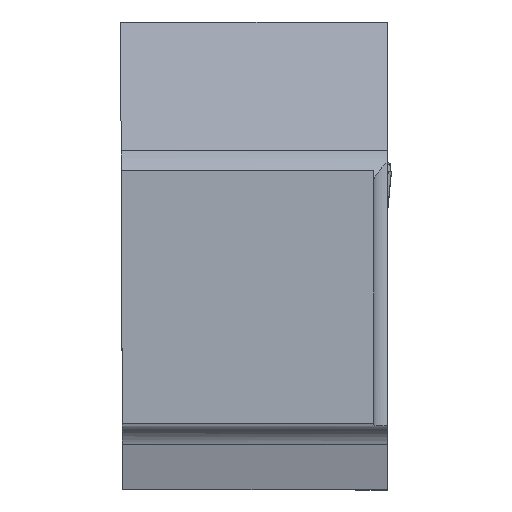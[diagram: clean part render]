
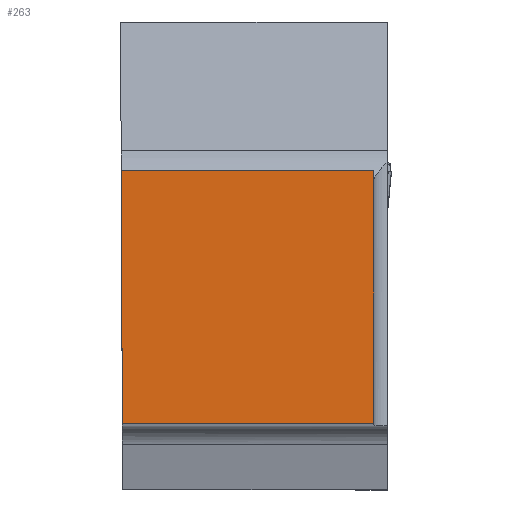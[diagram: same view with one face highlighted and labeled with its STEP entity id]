
A CAD part, top view. The second image highlights one B-rep face of the part: STEP entity #263.
In plain terms, the highlighted planar face has unit normal (0, 0, 1).
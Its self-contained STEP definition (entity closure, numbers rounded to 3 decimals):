
#263=ADVANCED_FACE('CU_BACK_SU1',(#425),#366,.F.);
#366=PLANE('',#2097);
#425=FACE_OUTER_BOUND('',#533,.T.);
#533=EDGE_LOOP('',(#802,#803,#804,#805));
#802=ORIENTED_EDGE('',*,*,#1503,.T.);
#803=ORIENTED_EDGE('',*,*,#1504,.F.);
#804=ORIENTED_EDGE('',*,*,#1474,.T.);
#805=ORIENTED_EDGE('',*,*,#1464,.T.);
#1278=VERTEX_POINT('',#2750);
#1279=VERTEX_POINT('',#2752);
#1287=VERTEX_POINT('',#2771);
#1300=VERTEX_POINT('',#2844);
#1464=EDGE_CURVE('',#1279,#1278,#1737,.T.);
#1474=EDGE_CURVE('',#1287,#1279,#1745,.T.);
#1503=EDGE_CURVE('',#1278,#1300,#1767,.T.);
#1504=EDGE_CURVE('',#1287,#1300,#1768,.T.);
#1737=LINE('',#2751,#1894);
#1745=LINE('',#2770,#1902);
#1767=LINE('',#2843,#1924);
#1768=LINE('',#2845,#1925);
#1894=VECTOR('',#2282,1.);
#1902=VECTOR('',#2296,1.);
#1924=VECTOR('',#2358,1.);
#1925=VECTOR('',#2359,1.);
#2097=AXIS2_PLACEMENT_3D('',#2846,#2360,#2361);
#2282=DIRECTION('',(0.004,-1.,0.));
#2296=DIRECTION('',(-1.,0.,0.));
#2358=DIRECTION('',(1.,0.,0.));
#2359=DIRECTION('',(0.,-1.,0.));
#2360=DIRECTION('',(0.,0.,-1.));
#2361=DIRECTION('',(0.,-1.,0.));
#2750=CARTESIAN_POINT('',(0.069,0.,0.));
#2751=CARTESIAN_POINT('',(-0.088,35.974,0.));
#2752=CARTESIAN_POINT('',(0.,15.875,0.));
#2770=CARTESIAN_POINT('',(-22.794,15.875,0.));
#2771=CARTESIAN_POINT('',(15.875,15.875,0.));
#2843=CARTESIAN_POINT('',(-22.794,0.,0.));
#2844=CARTESIAN_POINT('',(15.875,0.,0.));
#2845=CARTESIAN_POINT('',(15.875,35.875,0.));
#2846=CARTESIAN_POINT('',(-22.794,35.875,0.));
